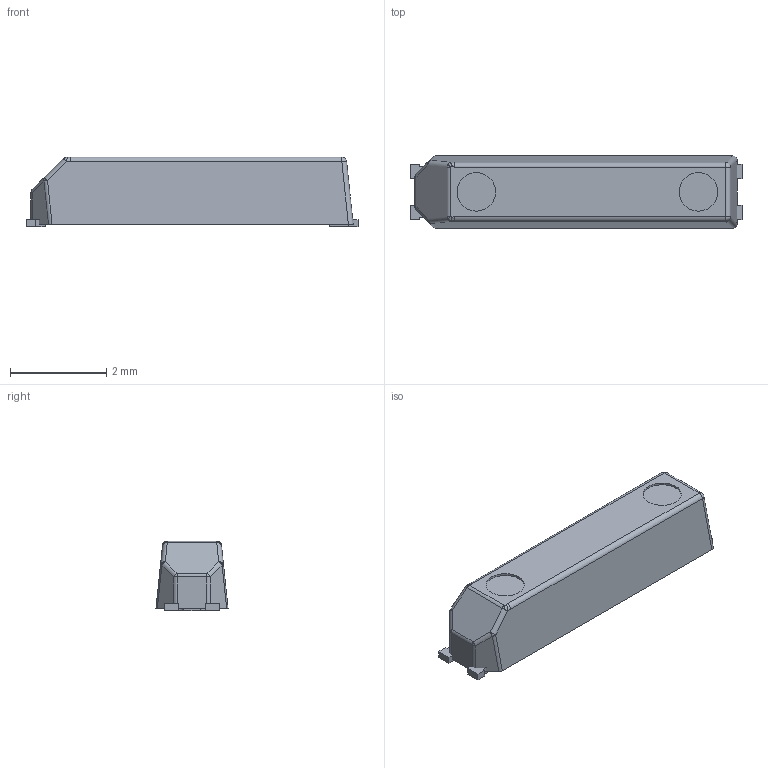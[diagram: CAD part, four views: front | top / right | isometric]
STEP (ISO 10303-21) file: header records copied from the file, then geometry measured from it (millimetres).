
FILE_DESCRIPTION(('FreeCAD Model'),'2;1');
FILE_NAME('Crystal_SMD_SeikoEpson_MC146-4Pin_6.7x1.5mm.step','2020-01-15T17:27:17',('Author'),(''), 'Open CASCADE STEP processor 7.3','FreeCAD','Unknown');
FILE_SCHEMA(('AUTOMOTIVE_DESIGN { 1 0 10303 214 1 1 1 1 }'));
Length unit declared in the file: millimetre
Products named in the file (4): Cut006; Pin2_3; GoldPin4; GoldPin1
Bounding box: 6.9 x 1.5 x 1.45 mm (x, y, z)
Volume: 12.1 mm3; surface area: 40.9 mm2
Topology: 4 solids, 4 shells, 83 faces, 203 edges, 122 vertices
Faces by surface type: plane 50, cylinder 21, bspline 6, sphere 6
Full cylindrical faces by diameter (mm): 0.8 x2
Entity records: 5558 total; most frequent: CARTESIAN_POINT 1335, DIRECTION 700, LINE 455, VECTOR 455, ORIENTED_EDGE 390, PCURVE 390, DEFINITIONAL_REPRESENTATION 390, EDGE_CURVE 195
